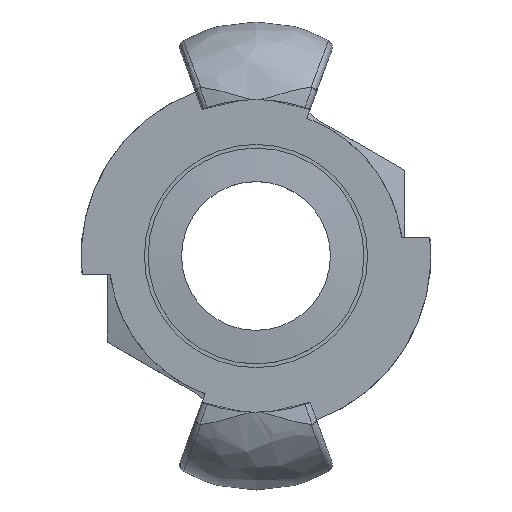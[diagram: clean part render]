
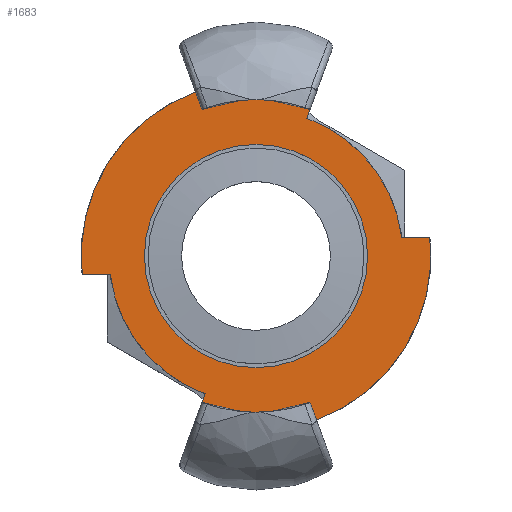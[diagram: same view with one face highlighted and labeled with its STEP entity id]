
A CAD part, top view. The second image highlights one B-rep face of the part: STEP entity #1683.
In plain terms, the highlighted planar face has unit normal (0, 0, 1).
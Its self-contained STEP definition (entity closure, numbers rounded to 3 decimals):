
#141=FACE_BOUND('',#326,.T.);
#163=PLANE('',#1838);
#230=FACE_OUTER_BOUND('',#325,.T.);
#325=EDGE_LOOP('',(#1311,#1312,#1313,#1314,#1315,#1316,#1317,#1318,#1319,
#1320,#1321,#1322));
#326=EDGE_LOOP('',(#1323,#1324));
#375=LINE('',#2891,#448);
#382=LINE('',#3090,#455);
#389=LINE('',#3258,#462);
#396=LINE('',#3374,#469);
#420=LINE('',#3694,#493);
#421=LINE('',#3699,#494);
#448=VECTOR('',#1961,10.);
#455=VECTOR('',#1982,10.);
#462=VECTOR('',#2003,10.);
#469=VECTOR('',#2018,10.);
#493=VECTOR('',#2162,10.);
#494=VECTOR('',#2167,10.);
#557=CIRCLE('',#1822,15.);
#558=CIRCLE('',#1823,15.);
#561=CIRCLE('',#1830,23.5);
#565=CIRCLE('',#1836,19.75);
#566=CIRCLE('',#1839,25.5);
#567=CIRCLE('',#1840,23.5);
#568=CIRCLE('',#1841,19.75);
#569=CIRCLE('',#1842,25.5);
#647=VERTEX_POINT('',#2888);
#648=VERTEX_POINT('',#2890);
#665=VERTEX_POINT('',#3087);
#666=VERTEX_POINT('',#3089);
#679=VERTEX_POINT('',#3255);
#680=VERTEX_POINT('',#3257);
#688=VERTEX_POINT('',#3371);
#689=VERTEX_POINT('',#3373);
#720=VERTEX_POINT('',#3544);
#721=VERTEX_POINT('',#3545);
#730=VERTEX_POINT('',#3639);
#731=VERTEX_POINT('',#3647);
#736=VERTEX_POINT('',#3696);
#737=VERTEX_POINT('',#3698);
#831=EDGE_CURVE('',#647,#648,#375,.T.);
#853=EDGE_CURVE('',#665,#666,#382,.T.);
#872=EDGE_CURVE('',#680,#679,#389,.T.);
#885=EDGE_CURVE('',#688,#689,#396,.T.);
#929=EDGE_CURVE('',#720,#721,#557,.T.);
#930=EDGE_CURVE('',#721,#720,#558,.T.);
#943=EDGE_CURVE('',#679,#730,#561,.T.);
#947=EDGE_CURVE('',#731,#666,#565,.T.);
#953=EDGE_CURVE('',#731,#730,#420,.T.);
#954=EDGE_CURVE('',#689,#665,#566,.T.);
#955=EDGE_CURVE('',#688,#736,#567,.T.);
#956=EDGE_CURVE('',#736,#737,#421,.T.);
#957=EDGE_CURVE('',#648,#737,#568,.T.);
#958=EDGE_CURVE('',#680,#647,#569,.T.);
#1311=ORIENTED_EDGE('',*,*,#943,.T.);
#1312=ORIENTED_EDGE('',*,*,#953,.F.);
#1313=ORIENTED_EDGE('',*,*,#947,.T.);
#1314=ORIENTED_EDGE('',*,*,#853,.F.);
#1315=ORIENTED_EDGE('',*,*,#954,.F.);
#1316=ORIENTED_EDGE('',*,*,#885,.F.);
#1317=ORIENTED_EDGE('',*,*,#955,.T.);
#1318=ORIENTED_EDGE('',*,*,#956,.T.);
#1319=ORIENTED_EDGE('',*,*,#957,.F.);
#1320=ORIENTED_EDGE('',*,*,#831,.F.);
#1321=ORIENTED_EDGE('',*,*,#958,.F.);
#1322=ORIENTED_EDGE('',*,*,#872,.T.);
#1323=ORIENTED_EDGE('',*,*,#929,.T.);
#1324=ORIENTED_EDGE('',*,*,#930,.T.);
#1683=ADVANCED_FACE('',(#230,#141),#163,.F.);
#1822=AXIS2_PLACEMENT_3D('',#3546,#2119,#2120);
#1823=AXIS2_PLACEMENT_3D('',#3547,#2121,#2122);
#1830=AXIS2_PLACEMENT_3D('',#3641,#2141,#2142);
#1836=AXIS2_PLACEMENT_3D('',#3648,#2153,#2154);
#1838=AXIS2_PLACEMENT_3D('',#3693,#2160,#2161);
#1839=AXIS2_PLACEMENT_3D('',#3695,#2163,#2164);
#1840=AXIS2_PLACEMENT_3D('',#3697,#2165,#2166);
#1841=AXIS2_PLACEMENT_3D('',#3700,#2168,#2169);
#1842=AXIS2_PLACEMENT_3D('',#3701,#2170,#2171);
#1961=DIRECTION('',(0.345,0.938,0.));
#1982=DIRECTION('',(-0.345,-0.938,0.));
#2003=DIRECTION('',(-0.345,0.938,0.));
#2018=DIRECTION('',(-0.345,0.938,0.));
#2119=DIRECTION('center_axis',(0.,0.,-1.));
#2120=DIRECTION('ref_axis',(1.,0.,0.));
#2121=DIRECTION('center_axis',(0.,0.,-1.));
#2122=DIRECTION('ref_axis',(1.,0.,0.));
#2141=DIRECTION('center_axis',(0.,0.,1.));
#2142=DIRECTION('ref_axis',(-0.345,0.938,0.));
#2153=DIRECTION('center_axis',(0.,0.,1.));
#2154=DIRECTION('ref_axis',(-0.345,0.938,0.));
#2160=DIRECTION('center_axis',(0.,0.,-1.));
#2161=DIRECTION('ref_axis',(-1.,0.,0.));
#2162=DIRECTION('',(1.,0.,0.));
#2163=DIRECTION('center_axis',(0.,0.,-1.));
#2164=DIRECTION('ref_axis',(0.,-1.,0.));
#2165=DIRECTION('center_axis',(0.,0.,1.));
#2166=DIRECTION('ref_axis',(0.345,-0.938,0.));
#2167=DIRECTION('',(1.,0.,0.));
#2168=DIRECTION('center_axis',(0.,0.,-1.));
#2169=DIRECTION('ref_axis',(-1.,0.,0.));
#2170=DIRECTION('center_axis',(0.,0.,-1.));
#2171=DIRECTION('ref_axis',(0.,-1.,0.));
#2888=CARTESIAN_POINT('',(-8.809,-23.93,12.));
#2890=CARTESIAN_POINT('',(-6.823,-18.534,12.));
#2891=CARTESIAN_POINT('',(-8.897,-24.168,12.));
#3087=CARTESIAN_POINT('',(8.809,23.93,12.));
#3089=CARTESIAN_POINT('',(6.823,18.534,12.));
#3090=CARTESIAN_POINT('',(1.603,4.354,12.));
#3255=CARTESIAN_POINT('',(8.119,-22.053,12.));
#3257=CARTESIAN_POINT('',(8.809,-23.93,12.));
#3258=CARTESIAN_POINT('',(3.412,-9.267,12.));
#3371=CARTESIAN_POINT('',(-8.119,22.053,12.));
#3373=CARTESIAN_POINT('',(-8.809,23.93,12.));
#3374=CARTESIAN_POINT('',(0.236,-0.64,12.));
#3544=CARTESIAN_POINT('',(15.,0.,12.));
#3545=CARTESIAN_POINT('',(-15.,0.,12.));
#3546=CARTESIAN_POINT('Origin',(0.,0.,12.));
#3547=CARTESIAN_POINT('Origin',(0.,0.,12.));
#3639=CARTESIAN_POINT('',(23.367,2.5,12.));
#3641=CARTESIAN_POINT('Origin',(0.,0.,
12.));
#3647=CARTESIAN_POINT('',(19.591,2.5,12.));
#3648=CARTESIAN_POINT('Origin',(0.,0.,12.));
#3693=CARTESIAN_POINT('Origin',(0.,0.,12.));
#3694=CARTESIAN_POINT('',(0.,2.5,12.));
#3695=CARTESIAN_POINT('Origin',(0.,0.,12.));
#3696=CARTESIAN_POINT('',(-23.367,-2.5,12.));
#3697=CARTESIAN_POINT('Origin',(0.,0.,
12.));
#3698=CARTESIAN_POINT('',(-19.591,-2.5,12.));
#3699=CARTESIAN_POINT('',(0.,-2.5,12.));
#3700=CARTESIAN_POINT('Origin',(0.,0.,12.));
#3701=CARTESIAN_POINT('Origin',(0.,0.,12.));
